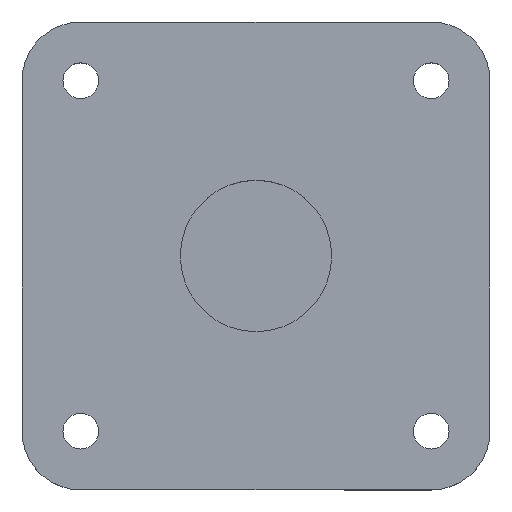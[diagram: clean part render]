
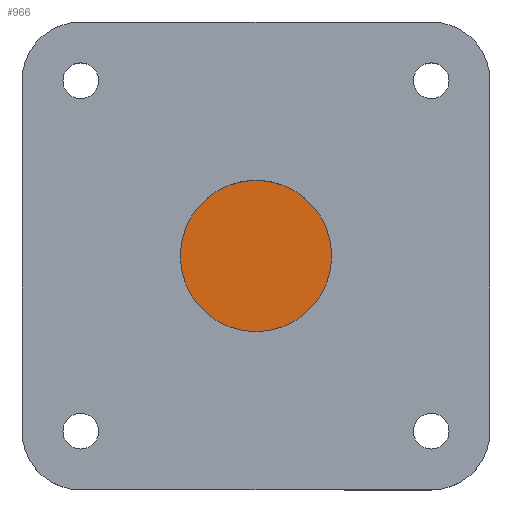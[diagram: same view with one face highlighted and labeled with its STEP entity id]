
A CAD part, top view. The second image highlights one B-rep face of the part: STEP entity #966.
In plain terms, the highlighted planar face has unit normal (0, 0, 1).
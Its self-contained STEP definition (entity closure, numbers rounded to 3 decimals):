
#28 = VERTEX_POINT ( 'NONE', #146 ) ;
#146 = CARTESIAN_POINT ( 'NONE',  ( 225., 170., 13. ) ) ;
#203 = DIRECTION ( 'NONE',  ( 1., 0., 0. ) ) ;
#279 = CARTESIAN_POINT ( 'NONE',  ( 170., 170., 13. ) ) ;
#296 = DIRECTION ( 'NONE',  ( 0., 0., 1. ) ) ;
#324 = PLANE ( 'NONE',  #1113 ) ;
#524 = CIRCLE ( 'NONE', #1491, 55. ) ;
#789 = CARTESIAN_POINT ( 'NONE',  ( 115., 170., 13. ) ) ;
#966 = ADVANCED_FACE ( 'NONE', ( #2160 ), #324, .T. ) ;
#1113 = AXIS2_PLACEMENT_3D ( 'NONE', #279, #296, #203 ) ;
#1194 = EDGE_CURVE ( 'NONE', #28, #1659, #2411, .T. ) ;
#1307 = EDGE_CURVE ( 'NONE', #1659, #28, #524, .T. ) ;
#1445 = AXIS2_PLACEMENT_3D ( 'NONE', #2806, #2980, #3018 ) ;
#1491 = AXIS2_PLACEMENT_3D ( 'NONE', #3013, #2634, #2633 ) ;
#1659 = VERTEX_POINT ( 'NONE', #789 ) ;
#1902 = ORIENTED_EDGE ( 'NONE', *, *, #1307, .T. ) ;
#1903 = ORIENTED_EDGE ( 'NONE', *, *, #1194, .T. ) ;
#2103 = EDGE_LOOP ( 'NONE', ( #1903, #1902 ) ) ;
#2160 = FACE_OUTER_BOUND ( 'NONE', #2103, .T. ) ;
#2411 = CIRCLE ( 'NONE', #1445, 55. ) ;
#2633 = DIRECTION ( 'NONE',  ( 1., 0., 0. ) ) ;
#2634 = DIRECTION ( 'NONE',  ( 0., 0., 1. ) ) ;
#2806 = CARTESIAN_POINT ( 'NONE',  ( 170., 170., 13. ) ) ;
#2980 = DIRECTION ( 'NONE',  ( 0., 0., 1. ) ) ;
#3013 = CARTESIAN_POINT ( 'NONE',  ( 170., 170., 13. ) ) ;
#3018 = DIRECTION ( 'NONE',  ( 1., 0., 0. ) ) ;
